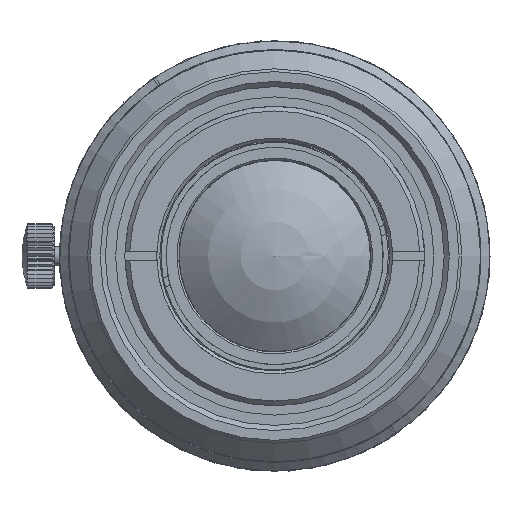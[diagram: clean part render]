
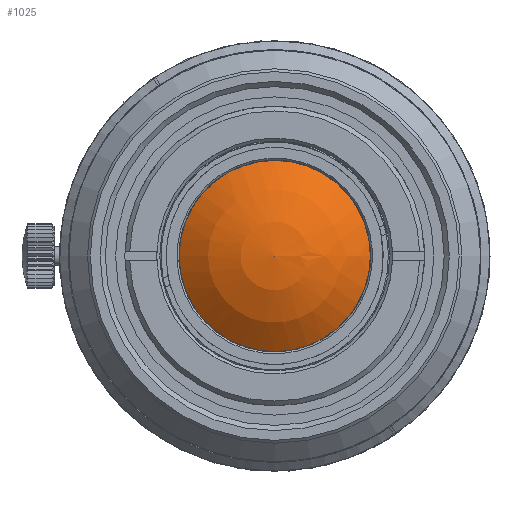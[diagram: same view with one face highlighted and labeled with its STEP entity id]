
A CAD part, left-side view. The second image highlights one B-rep face of the part: STEP entity #1025.
In plain terms, the highlighted spherical face has radius 15.774 mm.
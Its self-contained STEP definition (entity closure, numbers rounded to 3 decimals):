
#165=SPHERICAL_SURFACE('',#9666,15.774);
#617=FACE_OUTER_BOUND('',#3052,.T.);
#1025=ADVANCED_FACE('',(#617),#165,.T.);
#1927=CIRCLE('',#9374,10.21);
#3052=EDGE_LOOP('',(#5329));
#5329=ORIENTED_EDGE('',*,*,#7774,.F.);
#6586=VERTEX_POINT('',#16196);
#7774=EDGE_CURVE('',#6586,#6586,#1927,.T.);
#9374=AXIS2_PLACEMENT_3D('',#16195,#10250,#10251);
#9666=AXIS2_PLACEMENT_3D('',#17244,#11038,#11039);
#10250=DIRECTION('',(1.,0.,0.));
#10251=DIRECTION('',(0.,0.,1.));
#11038=DIRECTION('',(1.,0.,0.));
#11039=DIRECTION('',(0.,-1.,0.));
#16195=CARTESIAN_POINT('',(-52.566,0.,0.));
#16196=CARTESIAN_POINT('',(-52.566,0.,10.21));
#17244=CARTESIAN_POINT('',(-40.542,0.,0.));
